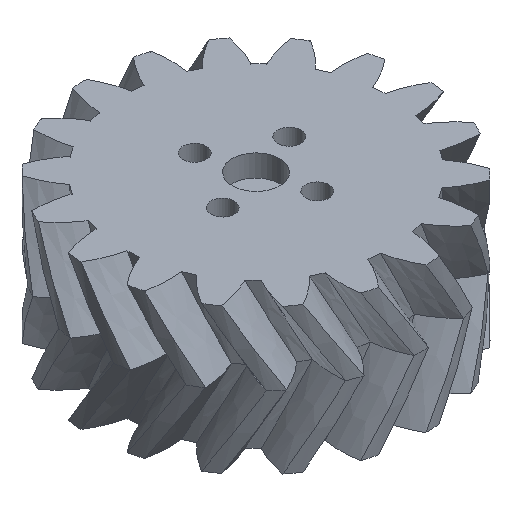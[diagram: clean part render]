
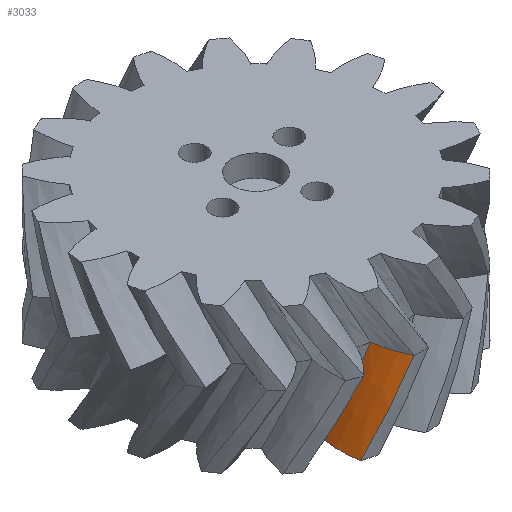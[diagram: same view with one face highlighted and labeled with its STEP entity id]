
A CAD part, isometric view. The second image highlights one B-rep face of the part: STEP entity #3033.
In plain terms, the highlighted free-form (B-spline) face has degree [3, 3] with [4, 4] control points.
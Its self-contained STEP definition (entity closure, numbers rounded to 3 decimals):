
#269=B_SPLINE_CURVE_WITH_KNOTS('',3,(#6207,#6208,#6209,#6210),
 .UNSPECIFIED.,.F.,.F.,(4,4),(0.,0.278),.UNSPECIFIED.);
#272=B_SPLINE_CURVE_WITH_KNOTS('',3,(#6237,#6238,#6239,#6240),
 .UNSPECIFIED.,.F.,.F.,(4,4),(0.,0.486),.UNSPECIFIED.);
#273=B_SPLINE_CURVE_WITH_KNOTS('',3,(#6242,#6243,#6244,#6245),
 .UNSPECIFIED.,.F.,.F.,(4,4),(-0.278,0.),
 .UNSPECIFIED.);
#274=B_SPLINE_CURVE_WITH_KNOTS('',3,(#6246,#6247,#6248,#6249),
 .UNSPECIFIED.,.F.,.F.,(4,4),(0.,0.317),.UNSPECIFIED.);
#454=B_SPLINE_SURFACE_WITH_KNOTS('',3,3,((#6220,#6221,#6222,#6223),(#6224,
#6225,#6226,#6227),(#6228,#6229,#6230,#6231),(#6232,#6233,#6234,#6235)),
 .UNSPECIFIED.,.F.,.F.,.F.,(4,4),(4,4),(0.,0.317),(0.,0.278),
 .UNSPECIFIED.);
#780=FACE_OUTER_BOUND('',#959,.T.);
#959=EDGE_LOOP('',(#2518,#2519,#2520,#2521));
#1370=VERTEX_POINT('',#6199);
#1371=VERTEX_POINT('',#6206);
#1373=VERTEX_POINT('',#6236);
#1374=VERTEX_POINT('',#6241);
#1783=EDGE_CURVE('',#1371,#1370,#269,.T.);
#1786=EDGE_CURVE('',#1370,#1373,#272,.T.);
#1787=EDGE_CURVE('',#1373,#1374,#273,.T.);
#1788=EDGE_CURVE('',#1374,#1371,#274,.T.);
#2518=ORIENTED_EDGE('',*,*,#1786,.T.);
#2519=ORIENTED_EDGE('',*,*,#1787,.T.);
#2520=ORIENTED_EDGE('',*,*,#1788,.T.);
#2521=ORIENTED_EDGE('',*,*,#1783,.T.);
#3033=ADVANCED_FACE('',(#780),#454,.T.);
#6199=CARTESIAN_POINT('',(-25.666,-26.027,-13.359));
#6206=CARTESIAN_POINT('',(-20.787,-27.376,-3.359));
#6207=CARTESIAN_POINT('Ctrl Pts',(-20.787,-27.376,-3.359));
#6208=CARTESIAN_POINT('Ctrl Pts',(-22.465,-27.155,-6.692));
#6209=CARTESIAN_POINT('Ctrl Pts',(-24.113,-26.699,-10.025));
#6210=CARTESIAN_POINT('Ctrl Pts',(-25.666,-26.027,-13.359));
#6220=CARTESIAN_POINT('Ctrl Pts',(-19.394,-32.011,-3.359));
#6221=CARTESIAN_POINT('Ctrl Pts',(-21.502,-31.919,-6.692));
#6222=CARTESIAN_POINT('Ctrl Pts',(-23.596,-31.532,-10.025));
#6223=CARTESIAN_POINT('Ctrl Pts',(-25.598,-30.866,-13.359));
#6224=CARTESIAN_POINT('Ctrl Pts',(-20.1,-30.552,-3.359));
#6225=CARTESIAN_POINT('Ctrl Pts',(-22.072,-30.395,-6.692));
#6226=CARTESIAN_POINT('Ctrl Pts',(-24.023,-29.962,-10.025));
#6227=CARTESIAN_POINT('Ctrl Pts',(-25.877,-29.27,-13.359));
#6228=CARTESIAN_POINT('Ctrl Pts',(-20.572,-28.982,-3.359));
#6229=CARTESIAN_POINT('Ctrl Pts',(-22.399,-28.78,-6.692));
#6230=CARTESIAN_POINT('Ctrl Pts',(-24.198,-28.324,-10.025));
#6231=CARTESIAN_POINT('Ctrl Pts',(-25.9,-27.63,-13.359));
#6232=CARTESIAN_POINT('Ctrl Pts',(-20.787,-27.376,-3.359));
#6233=CARTESIAN_POINT('Ctrl Pts',(-22.465,-27.155,-6.692));
#6234=CARTESIAN_POINT('Ctrl Pts',(-24.113,-26.699,-10.025));
#6235=CARTESIAN_POINT('Ctrl Pts',(-25.666,-26.027,-13.359));
#6236=CARTESIAN_POINT('',(-25.598,-30.866,-13.359));
#6237=CARTESIAN_POINT('Ctrl Pts',(-25.666,-26.027,-13.359));
#6238=CARTESIAN_POINT('Ctrl Pts',(-25.9,-27.63,-13.359));
#6239=CARTESIAN_POINT('Ctrl Pts',(-25.877,-29.27,-13.359));
#6240=CARTESIAN_POINT('Ctrl Pts',(-25.598,-30.866,-13.359));
#6241=CARTESIAN_POINT('',(-19.394,-32.011,-3.359));
#6242=CARTESIAN_POINT('Ctrl Pts',(-25.598,-30.866,-13.359));
#6243=CARTESIAN_POINT('Ctrl Pts',(-23.596,-31.532,-10.025));
#6244=CARTESIAN_POINT('Ctrl Pts',(-21.502,-31.919,-6.692));
#6245=CARTESIAN_POINT('Ctrl Pts',(-19.394,-32.011,-3.359));
#6246=CARTESIAN_POINT('Ctrl Pts',(-19.394,-32.011,-3.359));
#6247=CARTESIAN_POINT('Ctrl Pts',(-20.1,-30.552,-3.359));
#6248=CARTESIAN_POINT('Ctrl Pts',(-20.572,-28.982,-3.359));
#6249=CARTESIAN_POINT('Ctrl Pts',(-20.787,-27.376,-3.359));
